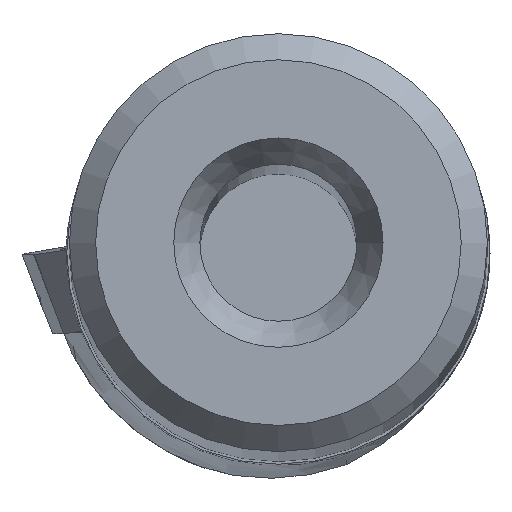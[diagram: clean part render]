
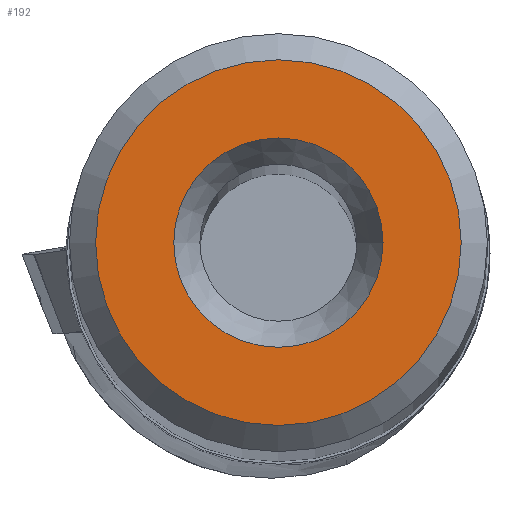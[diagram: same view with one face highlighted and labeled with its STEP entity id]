
A CAD part, top view. The second image highlights one B-rep face of the part: STEP entity #192.
In plain terms, the highlighted planar face has unit normal (0, 0, 1).
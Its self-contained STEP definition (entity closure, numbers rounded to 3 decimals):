
#192=ADVANCED_FACE('',(#249,#250),#223,.T.);
#223=PLANE('',#974);
#249=FACE_BOUND('',#298,.T.);
#250=FACE_BOUND('',#299,.T.);
#298=EDGE_LOOP('',(#486));
#299=EDGE_LOOP('',(#487));
#338=CIRCLE('',#972,2.);
#339=CIRCLE('',#973,3.494);
#486=ORIENTED_EDGE('',*,*,#712,.F.);
#487=ORIENTED_EDGE('',*,*,#713,.T.);
#616=VERTEX_POINT('',#1566);
#617=VERTEX_POINT('',#1568);
#712=EDGE_CURVE('',#616,#616,#338,.T.);
#713=EDGE_CURVE('',#617,#617,#339,.T.);
#972=AXIS2_PLACEMENT_3D('',#1565,#1180,#1181);
#973=AXIS2_PLACEMENT_3D('',#1567,#1182,#1183);
#974=AXIS2_PLACEMENT_3D('',#1569,#1184,#1185);
#1180=DIRECTION('',(0.,0.,1.));
#1181=DIRECTION('',(1.,0.,0.));
#1182=DIRECTION('',(0.,0.,1.));
#1183=DIRECTION('',(1.,0.,0.));
#1184=DIRECTION('',(0.,0.,1.));
#1185=DIRECTION('',(1.,0.,0.));
#1565=CARTESIAN_POINT('',(0.,0.,0.));
#1566=CARTESIAN_POINT('',(2.,0.,0.));
#1567=CARTESIAN_POINT('',(0.,0.,0.));
#1568=CARTESIAN_POINT('',(3.494,0.,0.));
#1569=CARTESIAN_POINT('',(0.,0.,0.));
